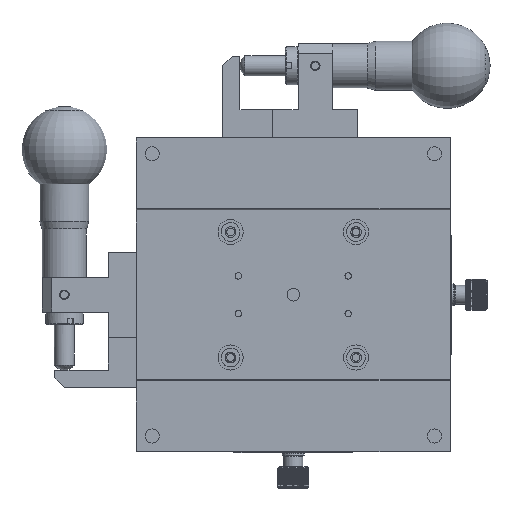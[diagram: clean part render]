
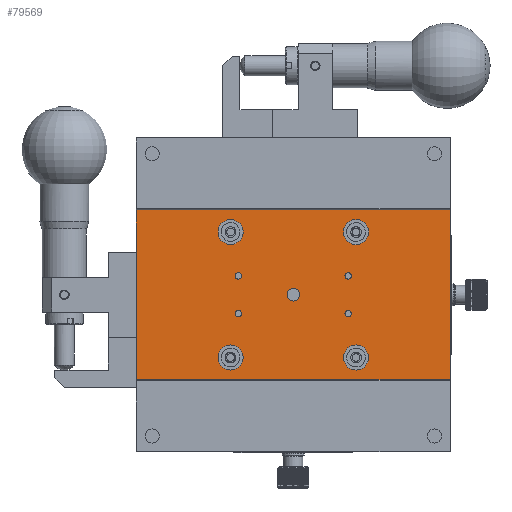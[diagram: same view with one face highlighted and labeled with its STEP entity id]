
A CAD part, front view. The second image highlights one B-rep face of the part: STEP entity #79569.
In plain terms, the highlighted planar face has unit normal (0, 1, 0).
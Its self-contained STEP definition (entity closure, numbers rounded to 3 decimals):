
#1190 = DIRECTION ( 'NONE',  ( 0., 0., -1. ) ) ;
#1948 = CARTESIAN_POINT ( 'NONE',  ( -4.384, -7.188, 2. ) ) ;
#2888 = VERTEX_POINT ( 'NONE', #35383 ) ;
#3616 = VECTOR ( 'NONE', #73070, 1000. ) ;
#3621 = CARTESIAN_POINT ( 'NONE',  ( 13.116, -7.188, 4.975 ) ) ;
#3809 = ORIENTED_EDGE ( 'NONE', *, *, #66710, .F. ) ;
#3911 = CARTESIAN_POINT ( 'NONE',  ( -54.384, -7.188, 50. ) ) ;
#6268 = DIRECTION ( 'NONE',  ( 0., 1., 0. ) ) ;
#6930 = CARTESIAN_POINT ( 'NONE',  ( -4.384, -7.188, 0. ) ) ;
#9676 = EDGE_CURVE ( 'NONE', #63302, #63302, #88447, .T. ) ;
#9712 = AXIS2_PLACEMENT_3D ( 'NONE', #88221, #146554, #1190 ) ;
#10788 = AXIS2_PLACEMENT_3D ( 'NONE', #168895, #154589, #81908 ) ;
#11929 = LINE ( 'NONE', #72123, #3616 ) ;
#12028 = DIRECTION ( 'NONE',  ( 0., 1., 0. ) ) ;
#13240 = LINE ( 'NONE', #146159, #48925 ) ;
#14164 = VERTEX_POINT ( 'NONE', #59993 ) ;
#15836 = CIRCLE ( 'NONE', #9712, 1.025 ) ;
#16274 = CARTESIAN_POINT ( 'NONE',  ( -24.384, -7.188, -24. ) ) ;
#19956 = EDGE_LOOP ( 'NONE', ( #70627 ) ) ;
#22179 = CIRCLE ( 'NONE', #174870, 1.025 ) ;
#23770 = ORIENTED_EDGE ( 'NONE', *, *, #156977, .F. ) ;
#26547 = AXIS2_PLACEMENT_3D ( 'NONE', #89234, #106425, #177156 ) ;
#27784 = VERTEX_POINT ( 'NONE', #16274 ) ;
#29811 = EDGE_LOOP ( 'NONE', ( #168012, #59015, #42239, #53152 ) ) ;
#32692 = AXIS2_PLACEMENT_3D ( 'NONE', #6930, #39379, #49954 ) ;
#32856 = AXIS2_PLACEMENT_3D ( 'NONE', #177614, #73419, #103113 ) ;
#34140 = VERTEX_POINT ( 'NONE', #163194 ) ;
#35383 = CARTESIAN_POINT ( 'NONE',  ( -21.884, -7.188, 4.975 ) ) ;
#37013 = EDGE_CURVE ( 'NONE', #34140, #157418, #65040, .T. ) ;
#38130 = EDGE_LOOP ( 'NONE', ( #3809 ) ) ;
#38531 = CARTESIAN_POINT ( 'NONE',  ( -54.384, -7.188, -27.05 ) ) ;
#39119 = FACE_BOUND ( 'NONE', #141878, .T. ) ;
#39379 = DIRECTION ( 'NONE',  ( 0., 1., 0. ) ) ;
#41825 = VERTEX_POINT ( 'NONE', #182110 ) ;
#42239 = ORIENTED_EDGE ( 'NONE', *, *, #136838, .F. ) ;
#44730 = FACE_BOUND ( 'NONE', #166724, .T. ) ;
#48925 = VECTOR ( 'NONE', #84076, 1000. ) ;
#48960 = CARTESIAN_POINT ( 'NONE',  ( 15.616, -7.188, 16. ) ) ;
#49869 = EDGE_CURVE ( 'NONE', #83325, #83325, #114493, .T. ) ;
#49954 = DIRECTION ( 'NONE',  ( 0., 0., 1. ) ) ;
#50659 = DIRECTION ( 'NONE',  ( 0., 0., -1. ) ) ;
#53152 = ORIENTED_EDGE ( 'NONE', *, *, #129943, .F. ) ;
#56179 = CIRCLE ( 'NONE', #62337, 1.025 ) ;
#56431 = CIRCLE ( 'NONE', #10788, 4. ) ;
#59015 = ORIENTED_EDGE ( 'NONE', *, *, #71046, .F. ) ;
#59993 = CARTESIAN_POINT ( 'NONE',  ( 13.116, -7.188, -7.025 ) ) ;
#62337 = AXIS2_PLACEMENT_3D ( 'NONE', #176747, #6268, #167853 ) ;
#62564 = VECTOR ( 'NONE', #181698, 1000. ) ;
#63302 = VERTEX_POINT ( 'NONE', #48960 ) ;
#64451 = ORIENTED_EDGE ( 'NONE', *, *, #49869, .F. ) ;
#65040 = LINE ( 'NONE', #3911, #62564 ) ;
#66710 = EDGE_CURVE ( 'NONE', #100469, #100469, #130531, .T. ) ;
#70627 = ORIENTED_EDGE ( 'NONE', *, *, #176922, .F. ) ;
#71046 = EDGE_CURVE ( 'NONE', #116379, #34140, #131091, .T. ) ;
#72123 = CARTESIAN_POINT ( 'NONE',  ( 45.616, -7.188, 50. ) ) ;
#73070 = DIRECTION ( 'NONE',  ( 0., 0., 1. ) ) ;
#73418 = VERTEX_POINT ( 'NONE', #131765 ) ;
#73419 = DIRECTION ( 'NONE',  ( 0., -1., 0. ) ) ;
#79569 = ADVANCED_FACE ( 'NONE', ( #144217, #110893, #129884, #155808, #188165, #111828, #170111, #39119, #185368, #44730 ), #90628, .F. ) ;
#81908 = DIRECTION ( 'NONE',  ( 0., 0., -1. ) ) ;
#82498 = AXIS2_PLACEMENT_3D ( 'NONE', #158354, #12028, #101903 ) ;
#82570 = EDGE_CURVE ( 'NONE', #148250, #148250, #164027, .T. ) ;
#83325 = VERTEX_POINT ( 'NONE', #111101 ) ;
#84055 = DIRECTION ( 'NONE',  ( 0., 0., -1. ) ) ;
#84076 = DIRECTION ( 'NONE',  ( 1., 0., 0. ) ) ;
#84191 = EDGE_CURVE ( 'NONE', #27784, #27784, #109039, .T. ) ;
#87462 = EDGE_LOOP ( 'NONE', ( #151274 ) ) ;
#88221 = CARTESIAN_POINT ( 'NONE',  ( 13.116, -7.188, 6. ) ) ;
#88447 = CIRCLE ( 'NONE', #82498, 4. ) ;
#89234 = CARTESIAN_POINT ( 'NONE',  ( -24.384, -7.188, -20. ) ) ;
#90628 = PLANE ( 'NONE',  #32856 ) ;
#95592 = CARTESIAN_POINT ( 'NONE',  ( 15.616, -7.188, -20. ) ) ;
#96540 = CARTESIAN_POINT ( 'NONE',  ( -21.884, -7.188, -6. ) ) ;
#98187 = DIRECTION ( 'NONE',  ( 0., 0., -1. ) ) ;
#98555 = EDGE_LOOP ( 'NONE', ( #104672 ) ) ;
#99280 = CARTESIAN_POINT ( 'NONE',  ( 45.616, -7.188, 27.05 ) ) ;
#100469 = VERTEX_POINT ( 'NONE', #131049 ) ;
#101903 = DIRECTION ( 'NONE',  ( 0., 0., -1. ) ) ;
#103113 = DIRECTION ( 'NONE',  ( 0., 0., -1. ) ) ;
#104672 = ORIENTED_EDGE ( 'NONE', *, *, #84191, .F. ) ;
#106425 = DIRECTION ( 'NONE',  ( 0., 1., 0. ) ) ;
#109039 = CIRCLE ( 'NONE', #26547, 4. ) ;
#110554 = ORIENTED_EDGE ( 'NONE', *, *, #113142, .F. ) ;
#110893 = FACE_BOUND ( 'NONE', #19956, .T. ) ;
#111101 = CARTESIAN_POINT ( 'NONE',  ( 15.616, -7.188, -24. ) ) ;
#111828 = FACE_BOUND ( 'NONE', #98555, .T. ) ;
#113142 = EDGE_CURVE ( 'NONE', #2888, #2888, #22179, .T. ) ;
#113456 = DIRECTION ( 'NONE',  ( 0., 1., 0. ) ) ;
#114493 = CIRCLE ( 'NONE', #178601, 4. ) ;
#116379 = VERTEX_POINT ( 'NONE', #99280 ) ;
#120646 = EDGE_LOOP ( 'NONE', ( #23770 ) ) ;
#125948 = CARTESIAN_POINT ( 'NONE',  ( -21.884, -7.188, 6. ) ) ;
#128300 = ORIENTED_EDGE ( 'NONE', *, *, #9676, .F. ) ;
#129884 = FACE_BOUND ( 'NONE', #184806, .T. ) ;
#129943 = EDGE_CURVE ( 'NONE', #157418, #41825, #13240, .T. ) ;
#130531 = CIRCLE ( 'NONE', #185531, 1.025 ) ;
#131049 = CARTESIAN_POINT ( 'NONE',  ( -21.884, -7.188, -7.025 ) ) ;
#131091 = LINE ( 'NONE', #188426, #154075 ) ;
#131765 = CARTESIAN_POINT ( 'NONE',  ( -24.384, -7.188, 16. ) ) ;
#136838 = EDGE_CURVE ( 'NONE', #41825, #116379, #11929, .T. ) ;
#139574 = DIRECTION ( 'NONE',  ( 0., 1., 0. ) ) ;
#141878 = EDGE_LOOP ( 'NONE', ( #128300 ) ) ;
#144217 = FACE_BOUND ( 'NONE', #120646, .T. ) ;
#146159 = CARTESIAN_POINT ( 'NONE',  ( 45.616, -7.188, -27.05 ) ) ;
#146554 = DIRECTION ( 'NONE',  ( 0., 1., 0. ) ) ;
#148250 = VERTEX_POINT ( 'NONE', #1948 ) ;
#151274 = ORIENTED_EDGE ( 'NONE', *, *, #160585, .F. ) ;
#154075 = VECTOR ( 'NONE', #175041, 1000. ) ;
#154589 = DIRECTION ( 'NONE',  ( 0., 1., 0. ) ) ;
#155808 = FACE_BOUND ( 'NONE', #38130, .T. ) ;
#156977 = EDGE_CURVE ( 'NONE', #14164, #14164, #56179, .T. ) ;
#157418 = VERTEX_POINT ( 'NONE', #38531 ) ;
#158354 = CARTESIAN_POINT ( 'NONE',  ( 15.616, -7.188, 20. ) ) ;
#160585 = EDGE_CURVE ( 'NONE', #73418, #73418, #56431, .T. ) ;
#163194 = CARTESIAN_POINT ( 'NONE',  ( -54.384, -7.188, 27.05 ) ) ;
#163315 = VERTEX_POINT ( 'NONE', #3621 ) ;
#164027 = CIRCLE ( 'NONE', #32692, 2. ) ;
#166724 = EDGE_LOOP ( 'NONE', ( #168590 ) ) ;
#167853 = DIRECTION ( 'NONE',  ( 0., 0., -1. ) ) ;
#168012 = ORIENTED_EDGE ( 'NONE', *, *, #37013, .F. ) ;
#168590 = ORIENTED_EDGE ( 'NONE', *, *, #82570, .F. ) ;
#168895 = CARTESIAN_POINT ( 'NONE',  ( -24.384, -7.188, 20. ) ) ;
#170111 = FACE_BOUND ( 'NONE', #172334, .T. ) ;
#172334 = EDGE_LOOP ( 'NONE', ( #64451 ) ) ;
#174870 = AXIS2_PLACEMENT_3D ( 'NONE', #125948, #113456, #98187 ) ;
#175041 = DIRECTION ( 'NONE',  ( -1., 0., 0. ) ) ;
#176747 = CARTESIAN_POINT ( 'NONE',  ( 13.116, -7.188, -6. ) ) ;
#176922 = EDGE_CURVE ( 'NONE', #163315, #163315, #15836, .T. ) ;
#177156 = DIRECTION ( 'NONE',  ( 0., 0., -1. ) ) ;
#177614 = CARTESIAN_POINT ( 'NONE',  ( 45.616, -7.188, -27.05 ) ) ;
#178601 = AXIS2_PLACEMENT_3D ( 'NONE', #95592, #181644, #50659 ) ;
#181644 = DIRECTION ( 'NONE',  ( 0., 1., 0. ) ) ;
#181698 = DIRECTION ( 'NONE',  ( 0., 0., -1. ) ) ;
#182110 = CARTESIAN_POINT ( 'NONE',  ( 45.616, -7.188, -27.05 ) ) ;
#184806 = EDGE_LOOP ( 'NONE', ( #110554 ) ) ;
#185368 = FACE_OUTER_BOUND ( 'NONE', #29811, .T. ) ;
#185531 = AXIS2_PLACEMENT_3D ( 'NONE', #96540, #139574, #84055 ) ;
#188165 = FACE_BOUND ( 'NONE', #87462, .T. ) ;
#188426 = CARTESIAN_POINT ( 'NONE',  ( 45.616, -7.188, 27.05 ) ) ;
